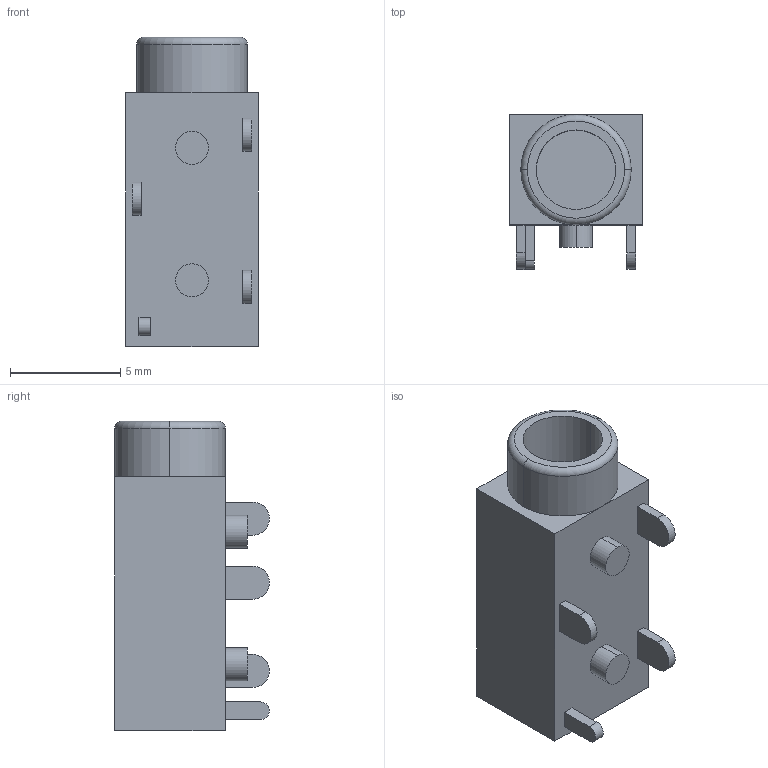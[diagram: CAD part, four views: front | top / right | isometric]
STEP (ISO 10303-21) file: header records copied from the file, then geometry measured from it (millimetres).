
FILE_DESCRIPTION (( 'STEP AP214' ), '1' );
FILE_NAME ('32638389-ED3B-4955-A7FF-AF8951B45F29.STEP', '2022-10-06T21:27:02', ( '' ), ( '' ), 'SwSTEP 2.0', 'SolidWorks 2022', '' );
FILE_SCHEMA (( 'AUTOMOTIVE_DESIGN' ));
Length unit declared in the file: millimetre
Products named in the file (1): 32638389-ED3B-4955-A7FF-AF8951B45F29
Bounding box: 6 x 7 x 14 mm (x, y, z)
Volume: 274.2 mm3; surface area: 526.5 mm2
Topology: 1 solids, 1 shells, 41 faces, 92 edges, 60 vertices
Faces by surface type: plane 27, cylinder 12, torus 2
Entity records: 1486 total; most frequent: DIRECTION 206, CARTESIAN_POINT 194, ORIENTED_EDGE 184, EDGE_CURVE 92, AXIS2_PLACEMENT_3D 72, LINE 62, VECTOR 62, VERTEX_POINT 60
